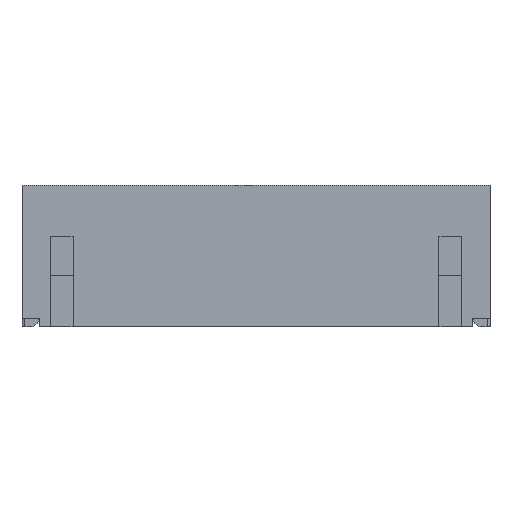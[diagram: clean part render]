
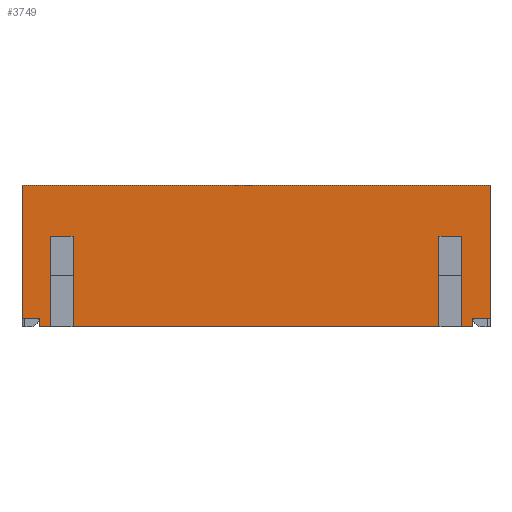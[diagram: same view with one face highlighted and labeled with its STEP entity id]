
A CAD part, left-side view. The second image highlights one B-rep face of the part: STEP entity #3749.
In plain terms, the highlighted planar face has unit normal (-1, 0, 0).
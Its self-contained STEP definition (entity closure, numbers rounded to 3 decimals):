
#49=PLANE('',#4085);
#269=FACE_OUTER_BOUND('',#467,.T.);
#467=EDGE_LOOP('',(#2839,#2840,#2841,#2842,#2843,#2844,#2845,#2846,#2847,
#2848,#2849,#2850,#2851,#2852,#2853,#2854));
#659=LINE('',#5650,#1074);
#663=LINE('',#5658,#1078);
#669=LINE('',#5671,#1084);
#690=LINE('',#5713,#1105);
#703=LINE('',#5738,#1118);
#704=LINE('',#5740,#1119);
#705=LINE('',#5742,#1120);
#706=LINE('',#5744,#1121);
#707=LINE('',#5746,#1122);
#708=LINE('',#5748,#1123);
#709=LINE('',#5750,#1124);
#710=LINE('',#5752,#1125);
#711=LINE('',#5754,#1126);
#712=LINE('',#5756,#1127);
#713=LINE('',#5757,#1128);
#714=LINE('',#5758,#1129);
#1074=VECTOR('',#4637,10.);
#1078=VECTOR('',#4643,10.);
#1084=VECTOR('',#4653,10.);
#1105=VECTOR('',#4686,10.);
#1118=VECTOR('',#4705,10.);
#1119=VECTOR('',#4706,10.);
#1120=VECTOR('',#4707,10.);
#1121=VECTOR('',#4708,10.);
#1122=VECTOR('',#4709,10.);
#1123=VECTOR('',#4710,10.);
#1124=VECTOR('',#4711,10.);
#1125=VECTOR('',#4712,10.);
#1126=VECTOR('',#4713,10.);
#1127=VECTOR('',#4714,10.);
#1128=VECTOR('',#4715,10.);
#1129=VECTOR('',#4716,10.);
#1691=VERTEX_POINT('',#5647);
#1692=VERTEX_POINT('',#5649);
#1695=VERTEX_POINT('',#5657);
#1698=VERTEX_POINT('',#5667);
#1700=VERTEX_POINT('',#5670);
#1715=VERTEX_POINT('',#5711);
#1724=VERTEX_POINT('',#5737);
#1725=VERTEX_POINT('',#5739);
#1726=VERTEX_POINT('',#5741);
#1727=VERTEX_POINT('',#5743);
#1728=VERTEX_POINT('',#5745);
#1729=VERTEX_POINT('',#5747);
#1730=VERTEX_POINT('',#5749);
#1731=VERTEX_POINT('',#5751);
#1732=VERTEX_POINT('',#5753);
#1733=VERTEX_POINT('',#5755);
#2096=EDGE_CURVE('',#1692,#1691,#659,.T.);
#2100=EDGE_CURVE('',#1695,#1692,#663,.T.);
#2106=EDGE_CURVE('',#1700,#1698,#669,.T.);
#2127=EDGE_CURVE('',#1698,#1715,#690,.T.);
#2140=EDGE_CURVE('',#1724,#1695,#703,.T.);
#2141=EDGE_CURVE('',#1691,#1725,#704,.T.);
#2142=EDGE_CURVE('',#1725,#1726,#705,.T.);
#2143=EDGE_CURVE('',#1726,#1727,#706,.T.);
#2144=EDGE_CURVE('',#1727,#1728,#707,.T.);
#2145=EDGE_CURVE('',#1728,#1729,#708,.T.);
#2146=EDGE_CURVE('',#1729,#1730,#709,.T.);
#2147=EDGE_CURVE('',#1730,#1731,#710,.T.);
#2148=EDGE_CURVE('',#1731,#1732,#711,.T.);
#2149=EDGE_CURVE('',#1733,#1732,#712,.T.);
#2150=EDGE_CURVE('',#1700,#1733,#713,.T.);
#2151=EDGE_CURVE('',#1715,#1724,#714,.T.);
#2839=ORIENTED_EDGE('',*,*,#2140,.T.);
#2840=ORIENTED_EDGE('',*,*,#2100,.T.);
#2841=ORIENTED_EDGE('',*,*,#2096,.T.);
#2842=ORIENTED_EDGE('',*,*,#2141,.T.);
#2843=ORIENTED_EDGE('',*,*,#2142,.T.);
#2844=ORIENTED_EDGE('',*,*,#2143,.T.);
#2845=ORIENTED_EDGE('',*,*,#2144,.T.);
#2846=ORIENTED_EDGE('',*,*,#2145,.T.);
#2847=ORIENTED_EDGE('',*,*,#2146,.T.);
#2848=ORIENTED_EDGE('',*,*,#2147,.T.);
#2849=ORIENTED_EDGE('',*,*,#2148,.T.);
#2850=ORIENTED_EDGE('',*,*,#2149,.F.);
#2851=ORIENTED_EDGE('',*,*,#2150,.F.);
#2852=ORIENTED_EDGE('',*,*,#2106,.T.);
#2853=ORIENTED_EDGE('',*,*,#2127,.T.);
#2854=ORIENTED_EDGE('',*,*,#2151,.T.);
#3749=ADVANCED_FACE('',(#269),#49,.T.);
#4085=AXIS2_PLACEMENT_3D('',#5736,#4703,#4704);
#4637=DIRECTION('',(0.,0.,-1.));
#4643=DIRECTION('',(0.,-1.,0.));
#4653=DIRECTION('',(0.,-1.,0.));
#4686=DIRECTION('',(0.,0.,-1.));
#4703=DIRECTION('center_axis',(-1.,0.,0.));
#4704=DIRECTION('ref_axis',(0.,-1.,0.));
#4705=DIRECTION('',(0.,0.,1.));
#4706=DIRECTION('',(0.,-1.,0.));
#4707=DIRECTION('',(0.,0.,1.));
#4708=DIRECTION('',(0.,-1.,0.));
#4709=DIRECTION('',(0.,0.,-1.));
#4710=DIRECTION('',(0.,-1.,0.));
#4711=DIRECTION('',(0.,0.,1.));
#4712=DIRECTION('',(0.,-1.,0.));
#4713=DIRECTION('',(0.,0.,1.));
#4714=DIRECTION('',(0.,-1.,0.));
#4715=DIRECTION('',(0.,0.,1.));
#4716=DIRECTION('',(0.,-1.,0.));
#5647=CARTESIAN_POINT('',(-4.45,12.45,0.));
#5649=CARTESIAN_POINT('',(-4.45,12.45,3.195));
#5650=CARTESIAN_POINT('',(-4.45,12.45,0.));
#5657=CARTESIAN_POINT('',(-4.45,13.25,3.195));
#5658=CARTESIAN_POINT('',(-4.45,13.35,3.195));
#5667=CARTESIAN_POINT('',(-4.45,13.65,0.3));
#5670=CARTESIAN_POINT('',(-4.45,14.25,0.3));
#5671=CARTESIAN_POINT('',(-4.45,14.25,0.3));
#5711=CARTESIAN_POINT('',(-4.45,13.65,0.));
#5713=CARTESIAN_POINT('',(-4.45,13.65,0.325));
#5736=CARTESIAN_POINT('Origin',(-4.45,14.25,0.));
#5737=CARTESIAN_POINT('',(-4.45,13.25,0.));
#5738=CARTESIAN_POINT('',(-4.45,13.25,1.598));
#5739=CARTESIAN_POINT('',(-4.45,-0.45,0.));
#5740=CARTESIAN_POINT('',(-4.45,14.25,0.));
#5741=CARTESIAN_POINT('',(-4.45,-0.45,3.195));
#5742=CARTESIAN_POINT('',(-4.45,-0.45,0.));
#5743=CARTESIAN_POINT('',(-4.45,-1.25,3.195));
#5744=CARTESIAN_POINT('',(-4.45,6.9,3.195));
#5745=CARTESIAN_POINT('',(-4.45,-1.25,0.));
#5746=CARTESIAN_POINT('',(-4.45,-1.25,1.598));
#5747=CARTESIAN_POINT('',(-4.45,-1.65,0.));
#5748=CARTESIAN_POINT('',(-4.45,14.25,0.));
#5749=CARTESIAN_POINT('',(-4.45,-1.65,0.3));
#5750=CARTESIAN_POINT('',(-4.45,-1.65,0.325));
#5751=CARTESIAN_POINT('',(-4.45,-2.25,0.3));
#5752=CARTESIAN_POINT('',(-4.45,6.,0.3));
#5753=CARTESIAN_POINT('',(-4.45,-2.25,5.));
#5754=CARTESIAN_POINT('',(-4.45,-2.25,0.));
#5755=CARTESIAN_POINT('',(-4.45,14.25,5.));
#5756=CARTESIAN_POINT('',(-4.45,14.25,5.));
#5757=CARTESIAN_POINT('',(-4.45,14.25,0.));
#5758=CARTESIAN_POINT('',(-4.45,14.25,0.));
